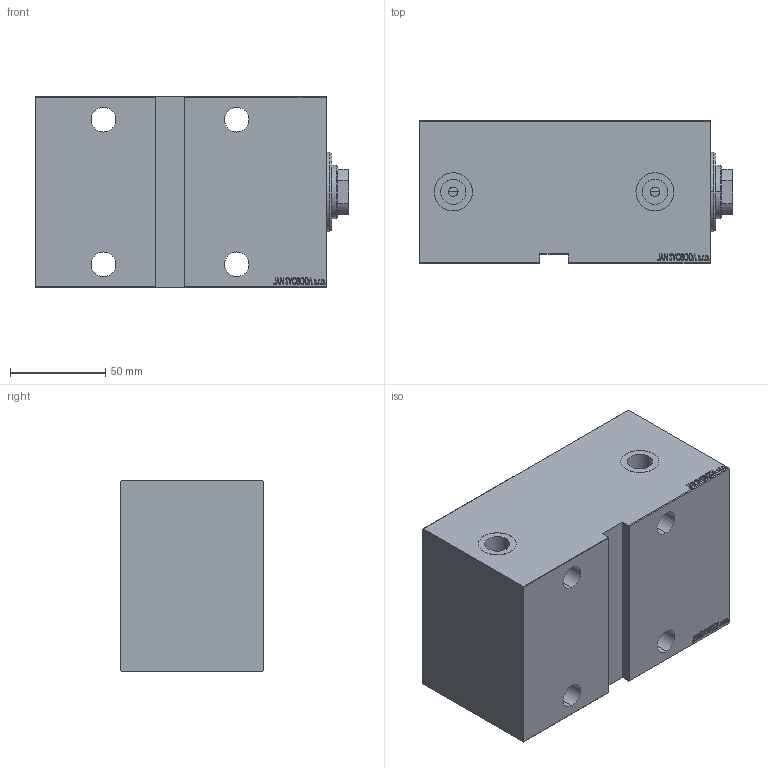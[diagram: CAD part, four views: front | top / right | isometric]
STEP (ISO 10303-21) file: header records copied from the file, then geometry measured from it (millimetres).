
FILE_DESCRIPTION (( 'STEP AP203' ), '1' );
FILE_NAME ('ff44.STEP', '2021-03-18T21:46:18', ( '' ), ( '' ), 'SwSTEP 2.0', 'SolidWorks 2019', '' );
FILE_SCHEMA (( 'CONFIG_CONTROL_DESIGN' ));
Length unit declared in the file: millimetre
Products named in the file (4): ff44; V450CM_E 359ea554e7bf934e4487d9f63d3dc726; V450CM_VC_B 359ea554e7bf934e4487d9f63d3dc726; V450CM_E_VCP 359ea554e7bf934e4487d9f63d3dc726
Assembly tree (3 placements, depth 2):
  ff44
    V450CM_E 359ea554e7bf934e4487d9f63d3dc726
    V450CM_E_VCP 359ea554e7bf934e4487d9f63d3dc726
    V450CM_VC_B 359ea554e7bf934e4487d9f63d3dc726
Bounding box: 165 x 75 x 100 mm (x, y, z)
Volume: 958518.2 mm3; surface area: 136805.1 mm2
Topology: 3 solids, 3 shells, 859 faces, 2210 edges, 1465 vertices
Faces by surface type: plane 411, bspline 380, cylinder 54, cone 14
Entity records: 43360 total; most frequent: CARTESIAN_POINT 24526, ORIENTED_EDGE 4416, DIRECTION 2526, EDGE_CURVE 2208, VERTEX_POINT 1465, LINE 1316, VECTOR 1316, EDGE_LOOP 983
